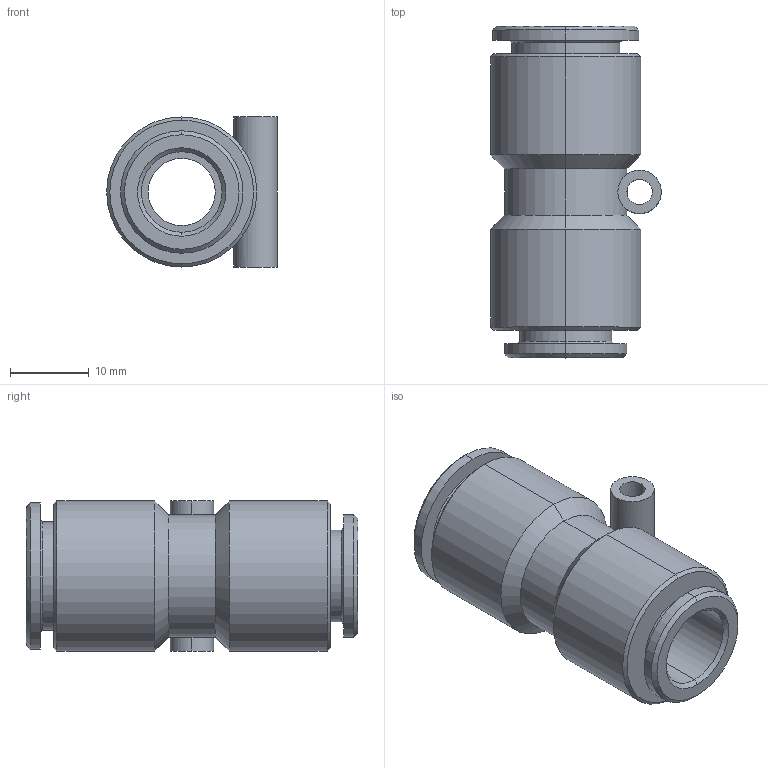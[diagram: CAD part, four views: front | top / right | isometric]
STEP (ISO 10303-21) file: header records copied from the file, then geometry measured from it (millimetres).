
FILE_DESCRIPTION(( 'RT.25.12.10.STEP' ), '1');
FILE_NAME( 'RT.25.12.10.STEP', '2018-10-08T15:36:40',( 'Sopra'),('sopra-pneumatic.com'), 'SwSTEP 2.0','SolidWorks 2009','' );
FILE_SCHEMA (( 'CONFIG_CONTROL_DESIGN' ));
Length unit declared in the file: millimetre
Products named in the file (1): B0156050
Bounding box: 21.6 x 42 x 19 mm (x, y, z)
Volume: 6656.4 mm3; surface area: 5116.9 mm2
Topology: 1 solids, 1 shells, 54 faces, 111 edges, 66 vertices
Faces by surface type: cylinder 24, cone 20, plane 10
Entity records: 1574 total; most frequent: CARTESIAN_POINT 298, DIRECTION 283, ORIENTED_EDGE 222, AXIS2_PLACEMENT_3D 119, EDGE_CURVE 111, VERTEX_POINT 66, EDGE_LOOP 65, CIRCLE 64
